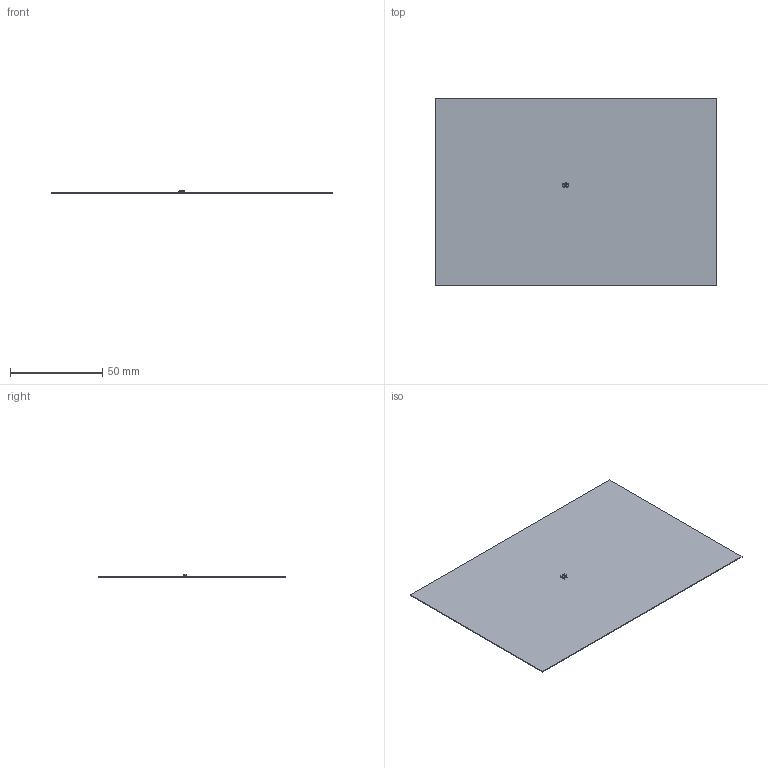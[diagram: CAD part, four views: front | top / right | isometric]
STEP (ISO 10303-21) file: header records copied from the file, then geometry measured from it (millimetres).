
FILE_DESCRIPTION(('Open CASCADE Model'),'2;1');
FILE_NAME('Open CASCADE Shape Model','2023-01-14T07:55:41',('Author'),( 'Open CASCADE'),'Open CASCADE STEP processor 6.8','Open CASCADE 6.8' ,'Unknown');
FILE_SCHEMA(('AUTOMOTIVE_DESIGN { 1 0 10303 214 1 1 1 1 }'));
Length unit declared in the file: millimetre
Products named in the file (5): PCB; Board; Open CASCADE STEP translator 6.8 3.1.1; Free-Models; SOT-23
Assembly tree (4 placements, depth 3):
  PCB
    Board
      Open CASCADE STEP translator 6.8 3.1.1
    Free-Models
      SOT-23
Bounding box: 152.4 x 101.6 x 1.71 mm (x, y, z)
Volume: 6377.7 mm3; surface area: 31201.6 mm2
Topology: 2 solids, 2 shells, 260 faces, 689 edges, 442 vertices
Faces by surface type: plane 125, bspline 95, cylinder 32, sphere 8
Entity records: 14052 total; most frequent: CARTESIAN_POINT 7627, ORIENTED_EDGE 1362, DIRECTION 855, EDGE_CURVE 681, VERTEX_POINT 442, LINE 419, VECTOR 419, FACE_BOUND 277
